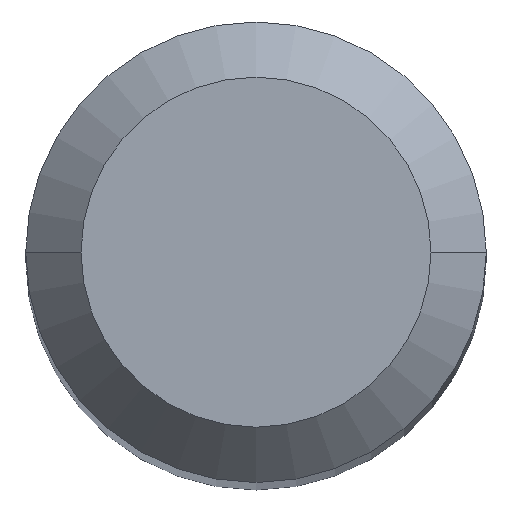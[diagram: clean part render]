
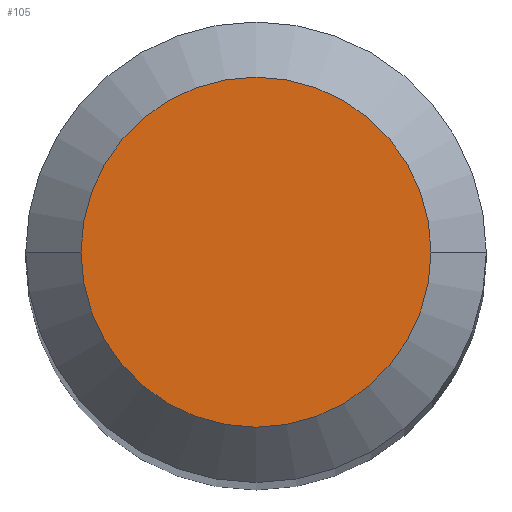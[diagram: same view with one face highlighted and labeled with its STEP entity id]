
A CAD part, top view. The second image highlights one B-rep face of the part: STEP entity #105.
In plain terms, the highlighted planar face has unit normal (0, 0, 1).
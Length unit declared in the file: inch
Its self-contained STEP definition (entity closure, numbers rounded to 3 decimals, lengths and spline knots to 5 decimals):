
#1 = CARTESIAN_POINT ( 'NONE',  ( 0., 0., 1.5 ) ) ;
#14 = DIRECTION ( 'NONE',  ( 1., 0., 0. ) ) ;
#16 = AXIS2_PLACEMENT_3D ( 'NONE', #1, #296, #94 ) ;
#24 = CARTESIAN_POINT ( 'NONE',  ( 0.0475, 0., 1.5 ) ) ;
#40 = DIRECTION ( 'NONE',  ( 0., 0., 1. ) ) ;
#67 = AXIS2_PLACEMENT_3D ( 'NONE', #178, #136, #14 ) ;
#84 = ORIENTED_EDGE ( 'NONE', *, *, #257, .T. ) ;
#92 = EDGE_CURVE ( 'NONE', #133, #204, #184, .T. ) ;
#94 = DIRECTION ( 'NONE',  ( 1., 0., 0. ) ) ;
#105 = ADVANCED_FACE ( 'NONE', ( #267 ), #155, .T. ) ;
#133 = VERTEX_POINT ( 'NONE', #24 ) ;
#136 = DIRECTION ( 'NONE',  ( 0., 0., 1. ) ) ;
#152 = EDGE_LOOP ( 'NONE', ( #84, #284 ) ) ;
#155 = PLANE ( 'NONE',  #293 ) ;
#178 = CARTESIAN_POINT ( 'NONE',  ( 0., 0., 1.5 ) ) ;
#184 = CIRCLE ( 'NONE', #67, 0.0475 ) ;
#202 = CARTESIAN_POINT ( 'NONE',  ( 0., 0., 1.5 ) ) ;
#204 = VERTEX_POINT ( 'NONE', #252 ) ;
#205 = CIRCLE ( 'NONE', #16, 0.0475 ) ;
#244 = DIRECTION ( 'NONE',  ( 1., 0., 0. ) ) ;
#252 = CARTESIAN_POINT ( 'NONE',  ( -0.0475, 0., 1.5 ) ) ;
#257 = EDGE_CURVE ( 'NONE', #204, #133, #205, .T. ) ;
#267 = FACE_OUTER_BOUND ( 'NONE', #152, .T. ) ;
#284 = ORIENTED_EDGE ( 'NONE', *, *, #92, .T. ) ;
#293 = AXIS2_PLACEMENT_3D ( 'NONE', #202, #40, #244 ) ;
#296 = DIRECTION ( 'NONE',  ( 0., 0., 1. ) ) ;
